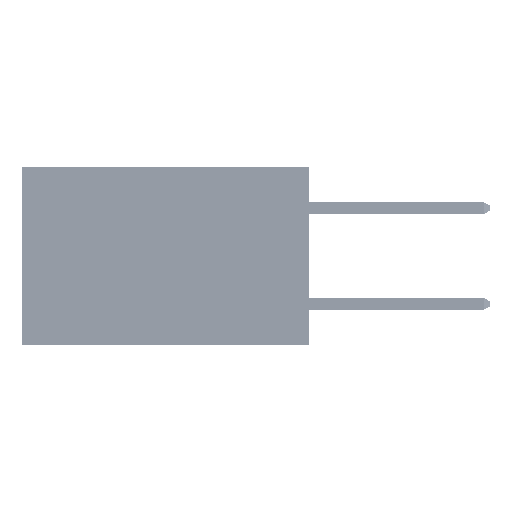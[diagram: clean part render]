
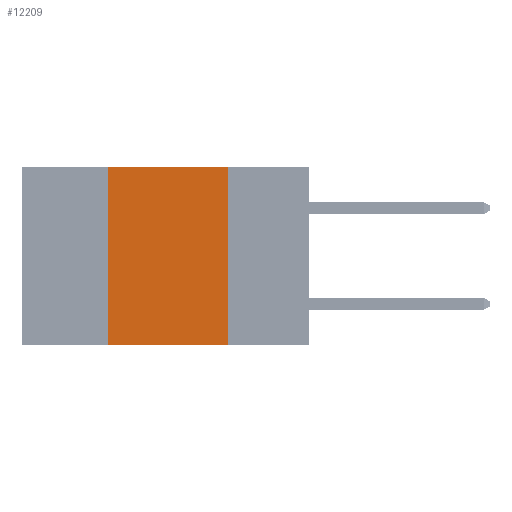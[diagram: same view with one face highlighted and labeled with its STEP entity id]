
A CAD part, left-side view. The second image highlights one B-rep face of the part: STEP entity #12209.
In plain terms, the highlighted planar face has unit normal (-1, 0, 0).
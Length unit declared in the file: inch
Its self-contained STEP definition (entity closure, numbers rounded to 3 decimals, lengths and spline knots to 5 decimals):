
#224 = ORIENTED_EDGE ( 'NONE', *, *, #23721, .T. ) ;
#974 = DIRECTION ( 'NONE',  ( 0., 0., -1. ) ) ;
#1244 = LINE ( 'NONE', #6275, #10218 ) ;
#1451 = AXIS2_PLACEMENT_3D ( 'NONE', #49905, #37956, #17819 ) ;
#1569 = EDGE_CURVE ( 'NONE', #48403, #31426, #45731, .T. ) ;
#2207 = CARTESIAN_POINT ( 'NONE',  ( 0., 0.6, 0. ) ) ;
#5124 = CARTESIAN_POINT ( 'NONE',  ( 0., 0.17, 0. ) ) ;
#5248 = DIRECTION ( 'NONE',  ( 0., -1., 0. ) ) ;
#6275 = CARTESIAN_POINT ( 'NONE',  ( 0., 0.17, 0. ) ) ;
#7397 = CARTESIAN_POINT ( 'NONE',  ( 0., 0.17, -0.37 ) ) ;
#10218 = VECTOR ( 'NONE', #974, 39.37008 ) ;
#11848 = CARTESIAN_POINT ( 'NONE',  ( 0., 0.42, -0.37 ) ) ;
#12209 = ADVANCED_FACE ( 'NONE', ( #46174 ), #33726, .F. ) ;
#12516 = VECTOR ( 'NONE', #41473, 39.37008 ) ;
#17154 = VERTEX_POINT ( 'NONE', #7397 ) ;
#17819 = DIRECTION ( 'NONE',  ( 0., 0., -1. ) ) ;
#18174 = CARTESIAN_POINT ( 'NONE',  ( 0., 0.42, 0. ) ) ;
#19011 = ORIENTED_EDGE ( 'NONE', *, *, #1569, .F. ) ;
#21052 = CARTESIAN_POINT ( 'NONE',  ( 0., 0.42, 0. ) ) ;
#21415 = VECTOR ( 'NONE', #5248, 39.37008 ) ;
#23721 = EDGE_CURVE ( 'NONE', #48403, #17154, #37884, .T. ) ;
#29660 = VERTEX_POINT ( 'NONE', #5124 ) ;
#29944 = CARTESIAN_POINT ( 'NONE',  ( 0., 0.6, -0.37 ) ) ;
#30352 = DIRECTION ( 'NONE',  ( 0., -1., 0. ) ) ;
#31426 = VERTEX_POINT ( 'NONE', #21052 ) ;
#33726 = PLANE ( 'NONE',  #1451 ) ;
#35934 = ORIENTED_EDGE ( 'NONE', *, *, #37818, .F. ) ;
#36902 = EDGE_LOOP ( 'NONE', ( #41065, #35934, #19011, #224 ) ) ;
#37818 = EDGE_CURVE ( 'NONE', #31426, #29660, #42781, .T. ) ;
#37884 = LINE ( 'NONE', #29944, #21415 ) ;
#37956 = DIRECTION ( 'NONE',  ( 1., 0., 0. ) ) ;
#40662 = EDGE_CURVE ( 'NONE', #29660, #17154, #1244, .T. ) ;
#41065 = ORIENTED_EDGE ( 'NONE', *, *, #40662, .F. ) ;
#41473 = DIRECTION ( 'NONE',  ( 0., 0., 1. ) ) ;
#42781 = LINE ( 'NONE', #2207, #47267 ) ;
#45731 = LINE ( 'NONE', #18174, #12516 ) ;
#46174 = FACE_OUTER_BOUND ( 'NONE', #36902, .T. ) ;
#47267 = VECTOR ( 'NONE', #30352, 39.37008 ) ;
#48403 = VERTEX_POINT ( 'NONE', #11848 ) ;
#49905 = CARTESIAN_POINT ( 'NONE',  ( 0., 0.6, 0. ) ) ;
